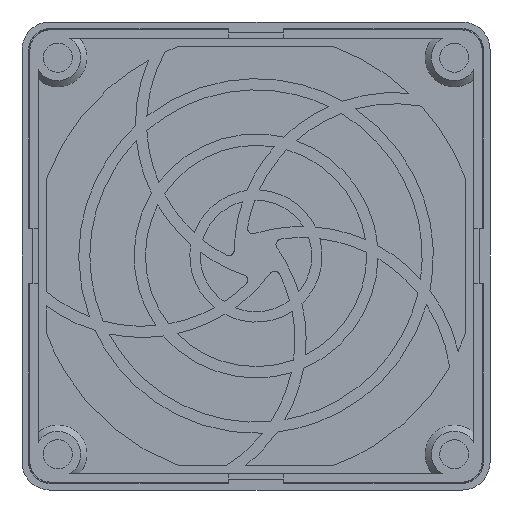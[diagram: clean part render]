
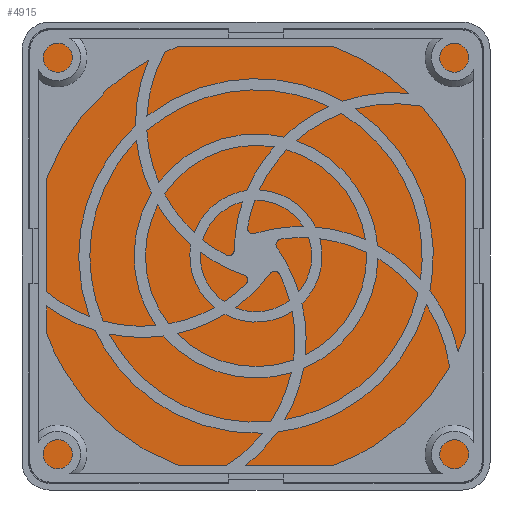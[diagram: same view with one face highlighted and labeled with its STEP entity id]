
A CAD part, front view. The second image highlights one B-rep face of the part: STEP entity #4915.
In plain terms, the highlighted free-form (B-spline) face has degree [1, 1] with [2, 2] control points.
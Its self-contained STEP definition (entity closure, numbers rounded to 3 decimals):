
#4663 = EDGE_CURVE('',#4664,#4666,#4668,.T.);
#4664 = VERTEX_POINT('',#4665);
#4665 = CARTESIAN_POINT('',(-52.538,7.444,
    -57.977));
#4666 = VERTEX_POINT('',#4667);
#4667 = CARTESIAN_POINT('',(-57.977,7.444,
    -52.538));
#4668 = ( BOUNDED_CURVE() B_SPLINE_CURVE(2,(#4669,#4670,#4671),
.UNSPECIFIED.,.F.,.F.) B_SPLINE_CURVE_WITH_KNOTS((3,3),(3.142,
4.712),.PIECEWISE_BEZIER_KNOTS.) CURVE() 
GEOMETRIC_REPRESENTATION_ITEM() RATIONAL_B_SPLINE_CURVE((1.,
0.707,1.)) REPRESENTATION_ITEM('') );
#4669 = CARTESIAN_POINT('',(-52.538,7.444,
    -57.977));
#4670 = CARTESIAN_POINT('',(-57.977,7.444,
    -57.977));
#4671 = CARTESIAN_POINT('',(-57.977,7.444,
    -52.538));
#4703 = EDGE_CURVE('',#4666,#4704,#4706,.T.);
#4704 = VERTEX_POINT('',#4705);
#4705 = CARTESIAN_POINT('',(-57.977,7.444,
    52.538));
#4706 = B_SPLINE_CURVE_WITH_KNOTS('',1,(#4707,#4708),.UNSPECIFIED.,.F.,
  .F.,(2,2),(0.,73.4),.PIECEWISE_BEZIER_KNOTS.);
#4707 = CARTESIAN_POINT('',(-57.977,7.444,
    -52.538));
#4708 = CARTESIAN_POINT('',(-57.977,7.444,
    52.538));
#4731 = EDGE_CURVE('',#4704,#4732,#4734,.T.);
#4732 = VERTEX_POINT('',#4733);
#4733 = CARTESIAN_POINT('',(-52.538,7.444,
    57.977));
#4734 = ( BOUNDED_CURVE() B_SPLINE_CURVE(2,(#4735,#4736,#4737),
.UNSPECIFIED.,.F.,.F.) B_SPLINE_CURVE_WITH_KNOTS((3,3),(4.712,
6.283),.PIECEWISE_BEZIER_KNOTS.) CURVE() 
GEOMETRIC_REPRESENTATION_ITEM() RATIONAL_B_SPLINE_CURVE((1.,
0.707,1.)) REPRESENTATION_ITEM('') );
#4735 = CARTESIAN_POINT('',(-57.977,7.444,
    52.538));
#4736 = CARTESIAN_POINT('',(-57.977,7.444,
    57.977));
#4737 = CARTESIAN_POINT('',(-52.538,7.444,
    57.977));
#4763 = EDGE_CURVE('',#4732,#4764,#4766,.T.);
#4764 = VERTEX_POINT('',#4765);
#4765 = CARTESIAN_POINT('',(52.538,7.444,
    57.977));
#4766 = B_SPLINE_CURVE_WITH_KNOTS('',1,(#4767,#4768),.UNSPECIFIED.,.F.,
  .F.,(2,2),(0.,73.4),.PIECEWISE_BEZIER_KNOTS.);
#4767 = CARTESIAN_POINT('',(-52.538,7.444,
    57.977));
#4768 = CARTESIAN_POINT('',(52.538,7.444,
    57.977));
#4791 = EDGE_CURVE('',#4764,#4792,#4794,.T.);
#4792 = VERTEX_POINT('',#4793);
#4793 = CARTESIAN_POINT('',(57.977,7.444,
    52.538));
#4794 = ( BOUNDED_CURVE() B_SPLINE_CURVE(2,(#4795,#4796,#4797),
.UNSPECIFIED.,.F.,.F.) B_SPLINE_CURVE_WITH_KNOTS((3,3),(0.,
1.571),.PIECEWISE_BEZIER_KNOTS.) CURVE() 
GEOMETRIC_REPRESENTATION_ITEM() RATIONAL_B_SPLINE_CURVE((1.,
0.707,1.)) REPRESENTATION_ITEM('') );
#4795 = CARTESIAN_POINT('',(52.538,7.444,
    57.977));
#4796 = CARTESIAN_POINT('',(57.977,7.444,
    57.977));
#4797 = CARTESIAN_POINT('',(57.977,7.444,
    52.538));
#4823 = EDGE_CURVE('',#4792,#4824,#4826,.T.);
#4824 = VERTEX_POINT('',#4825);
#4825 = CARTESIAN_POINT('',(57.977,7.444,
    -52.538));
#4826 = B_SPLINE_CURVE_WITH_KNOTS('',1,(#4827,#4828),.UNSPECIFIED.,.F.,
  .F.,(2,2),(0.,73.4),.PIECEWISE_BEZIER_KNOTS.);
#4827 = CARTESIAN_POINT('',(57.977,7.444,
    52.538));
#4828 = CARTESIAN_POINT('',(57.977,7.444,
    -52.538));
#4851 = EDGE_CURVE('',#4824,#4852,#4854,.T.);
#4852 = VERTEX_POINT('',#4853);
#4853 = CARTESIAN_POINT('',(52.538,7.444,
    -57.977));
#4854 = ( BOUNDED_CURVE() B_SPLINE_CURVE(2,(#4855,#4856,#4857),
.UNSPECIFIED.,.F.,.F.) B_SPLINE_CURVE_WITH_KNOTS((3,3),(1.571,
3.142),.PIECEWISE_BEZIER_KNOTS.) CURVE() 
GEOMETRIC_REPRESENTATION_ITEM() RATIONAL_B_SPLINE_CURVE((1.,
0.707,1.)) REPRESENTATION_ITEM('') );
#4855 = CARTESIAN_POINT('',(57.977,7.444,
    -52.538));
#4856 = CARTESIAN_POINT('',(57.977,7.444,
    -57.977));
#4857 = CARTESIAN_POINT('',(52.538,7.444,
    -57.977));
#4883 = EDGE_CURVE('',#4852,#4664,#4884,.T.);
#4884 = B_SPLINE_CURVE_WITH_KNOTS('',1,(#4885,#4886),.UNSPECIFIED.,.F.,
  .F.,(2,2),(0.,73.4),.PIECEWISE_BEZIER_KNOTS.);
#4885 = CARTESIAN_POINT('',(52.538,7.444,
    -57.977));
#4886 = CARTESIAN_POINT('',(-52.538,7.444,
    -57.977));
#4915 = ADVANCED_FACE('',(#4916),#4926,.F.);
#4916 = FACE_BOUND('',#4917,.T.);
#4917 = EDGE_LOOP('',(#4918,#4919,#4920,#4921,#4922,#4923,#4924,#4925));
#4918 = ORIENTED_EDGE('',*,*,#4663,.F.);
#4919 = ORIENTED_EDGE('',*,*,#4883,.F.);
#4920 = ORIENTED_EDGE('',*,*,#4851,.F.);
#4921 = ORIENTED_EDGE('',*,*,#4823,.F.);
#4922 = ORIENTED_EDGE('',*,*,#4791,.F.);
#4923 = ORIENTED_EDGE('',*,*,#4763,.F.);
#4924 = ORIENTED_EDGE('',*,*,#4731,.F.);
#4925 = ORIENTED_EDGE('',*,*,#4703,.F.);
#4926 = B_SPLINE_SURFACE_WITH_KNOTS('',1,1,(
    (#4927,#4928)
    ,(#4929,#4930
    )),.UNSPECIFIED.,.F.,.F.,.F.,(2,2),(2,2),(-3.8,77.2),(-3.8,77.2),
  .PIECEWISE_BEZIER_KNOTS.);
#4927 = CARTESIAN_POINT('',(-57.977,7.444,
    -57.977));
#4928 = CARTESIAN_POINT('',(57.977,7.444,
    -57.977));
#4929 = CARTESIAN_POINT('',(-57.977,7.444,
    57.977));
#4930 = CARTESIAN_POINT('',(57.977,7.444,
    57.977));
